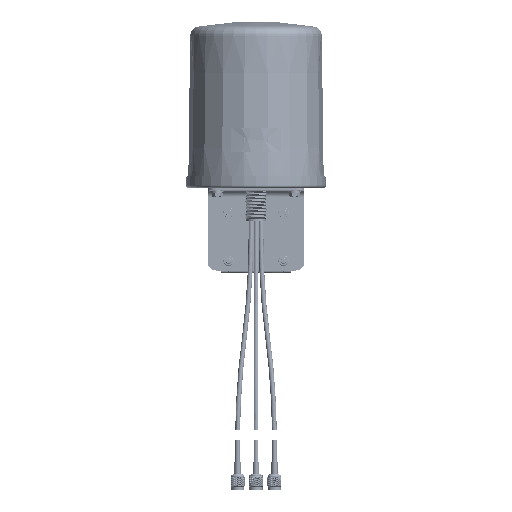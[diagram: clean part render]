
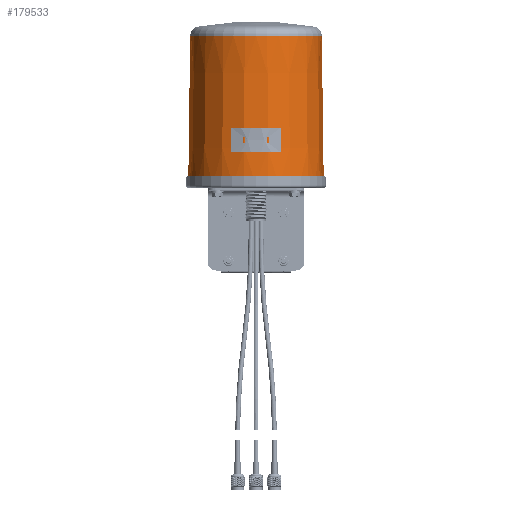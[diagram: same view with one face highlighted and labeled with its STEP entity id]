
A CAD part, top view. The second image highlights one B-rep face of the part: STEP entity #179533.
In plain terms, the highlighted conical face has half-angle 0.739 degrees and reference radius 69 mm.
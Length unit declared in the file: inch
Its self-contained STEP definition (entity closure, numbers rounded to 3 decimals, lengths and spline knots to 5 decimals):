
#507 = CARTESIAN_POINT ( 'NONE',  ( 2.67717, 6.10236, 0. ) ) ;
#1221 = CARTESIAN_POINT ( 'NONE',  ( 2.75591, 0., 0. ) ) ;
#2616 = CARTESIAN_POINT ( 'NONE',  ( -2.75591, 0., 0. ) ) ;
#2634 = LINE ( 'NONE', #32018, #146557 ) ;
#3173 = ORIENTED_EDGE ( 'NONE', *, *, #17505, .F. ) ;
#8695 = CARTESIAN_POINT ( 'NONE',  ( -2.67717, 6.10236, 0. ) ) ;
#17505 = EDGE_CURVE ( 'NONE', #70559, #111176, #72012, .T. ) ;
#20019 = LINE ( 'NONE', #33316, #62658 ) ;
#21221 = EDGE_CURVE ( 'NONE', #111176, #69694, #2634, .T. ) ;
#22845 = DIRECTION ( 'NONE',  ( 0., 1., 0. ) ) ;
#32018 = CARTESIAN_POINT ( 'NONE',  ( 2.67717, 6.10236, 0. ) ) ;
#32406 = CARTESIAN_POINT ( 'NONE',  ( 0., 6.10236, 0. ) ) ;
#33316 = CARTESIAN_POINT ( 'NONE',  ( -2.67717, 6.10236, 0. ) ) ;
#35027 = CONICAL_SURFACE ( 'NONE', #168384, 2.71654, 0.013 ) ;
#38670 = AXIS2_PLACEMENT_3D ( 'NONE', #32406, #22845, #150878 ) ;
#42218 = ORIENTED_EDGE ( 'NONE', *, *, #159417, .T. ) ;
#51681 = CARTESIAN_POINT ( 'NONE',  ( 0., 0., 0. ) ) ;
#53687 = DIRECTION ( 'NONE',  ( -1., 0., 0. ) ) ;
#62658 = VECTOR ( 'NONE', #77860, 39.37008 ) ;
#69694 = VERTEX_POINT ( 'NONE', #1221 ) ;
#70559 = VERTEX_POINT ( 'NONE', #8695 ) ;
#72012 = CIRCLE ( 'NONE', #38670, 2.67717 ) ;
#77860 = DIRECTION ( 'NONE',  ( -0.013, -1., 0. ) ) ;
#85865 = CIRCLE ( 'NONE', #182784, 2.75591 ) ;
#86120 = ORIENTED_EDGE ( 'NONE', *, *, #184100, .T. ) ;
#111176 = VERTEX_POINT ( 'NONE', #507 ) ;
#112299 = ORIENTED_EDGE ( 'NONE', *, *, #21221, .F. ) ;
#116557 = VERTEX_POINT ( 'NONE', #2616 ) ;
#122829 = DIRECTION ( 'NONE',  ( -1., 0., 0. ) ) ;
#133931 = EDGE_LOOP ( 'NONE', ( #42218, #112299, #3173, #86120 ) ) ;
#140011 = FACE_OUTER_BOUND ( 'NONE', #133931, .T. ) ;
#144914 = DIRECTION ( 'NONE',  ( 0.013, -1., 0. ) ) ;
#146557 = VECTOR ( 'NONE', #144914, 39.37008 ) ;
#150430 = DIRECTION ( 'NONE',  ( 0., -1., 0. ) ) ;
#150878 = DIRECTION ( 'NONE',  ( -1., 0., 0. ) ) ;
#159417 = EDGE_CURVE ( 'NONE', #116557, #69694, #85865, .T. ) ;
#167338 = DIRECTION ( 'NONE',  ( 0., 1., 0. ) ) ;
#168384 = AXIS2_PLACEMENT_3D ( 'NONE', #183607, #150430, #53687 ) ;
#179533 = ADVANCED_FACE ( 'NONE', ( #140011 ), #35027, .T. ) ;
#182784 = AXIS2_PLACEMENT_3D ( 'NONE', #51681, #167338, #122829 ) ;
#183607 = CARTESIAN_POINT ( 'NONE',  ( 0., 3.05118, 0. ) ) ;
#184100 = EDGE_CURVE ( 'NONE', #70559, #116557, #20019, .T. ) ;
